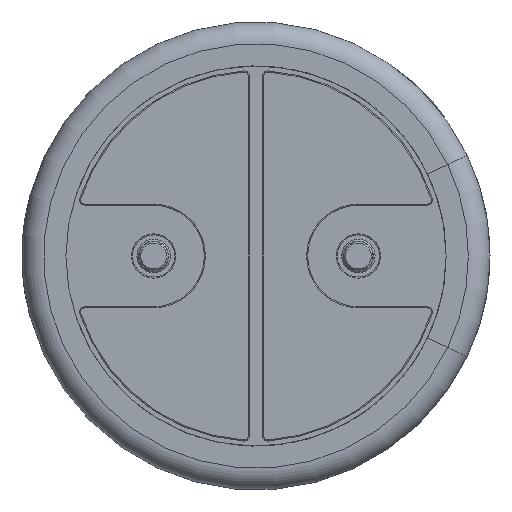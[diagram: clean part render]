
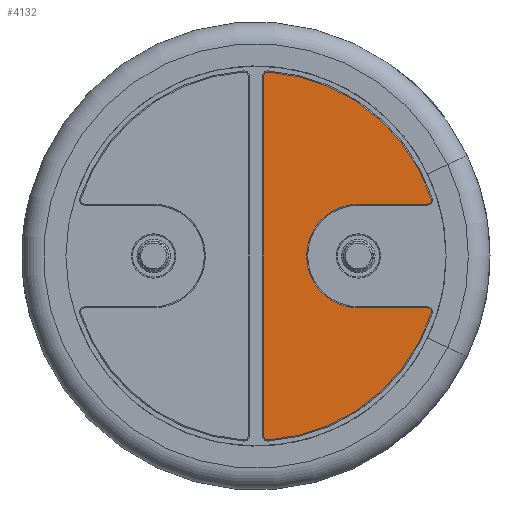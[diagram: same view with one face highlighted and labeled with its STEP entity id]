
A CAD part, front view. The second image highlights one B-rep face of the part: STEP entity #4132.
In plain terms, the highlighted planar face has unit normal (0, -1, 0).
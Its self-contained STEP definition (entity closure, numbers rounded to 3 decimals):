
#20=PLANE('',#4465);
#208=LINE('',#7753,#400);
#210=LINE('',#7777,#402);
#212=LINE('',#7789,#404);
#400=VECTOR('',#5140,10.);
#402=VECTOR('',#5170,10.);
#404=VECTOR('',#5184,10.);
#629=FACE_OUTER_BOUND('',#819,.T.);
#819=EDGE_LOOP('',(#3439,#3440,#3441,#3442,#3443,#3444,#3445,#3446,#3447,
#3448));
#1041=CIRCLE('',#4430,0.077);
#1044=CIRCLE('',#4435,0.077);
#1047=CIRCLE('',#4439,3.152);
#1050=CIRCLE('',#4443,0.077);
#1054=CIRCLE('',#4449,0.885);
#1058=CIRCLE('',#4455,0.077);
#1060=CIRCLE('',#4458,3.152);
#1785=VERTEX_POINT('',#7741);
#1788=VERTEX_POINT('',#7746);
#1790=VERTEX_POINT('',#7751);
#1792=VERTEX_POINT('',#7757);
#1794=VERTEX_POINT('',#7763);
#1796=VERTEX_POINT('',#7769);
#1798=VERTEX_POINT('',#7775);
#1800=VERTEX_POINT('',#7781);
#1802=VERTEX_POINT('',#7787);
#1804=VERTEX_POINT('',#7793);
#2348=EDGE_CURVE('',#1788,#1785,#1041,.T.);
#2350=EDGE_CURVE('',#1790,#1788,#208,.T.);
#2353=EDGE_CURVE('',#1792,#1790,#1044,.T.);
#2356=EDGE_CURVE('',#1794,#1792,#1047,.T.);
#2359=EDGE_CURVE('',#1796,#1794,#1050,.T.);
#2362=EDGE_CURVE('',#1798,#1796,#210,.T.);
#2365=EDGE_CURVE('',#1800,#1798,#1054,.T.);
#2368=EDGE_CURVE('',#1802,#1800,#212,.T.);
#2371=EDGE_CURVE('',#1804,#1802,#1058,.T.);
#2373=EDGE_CURVE('',#1785,#1804,#1060,.T.);
#3439=ORIENTED_EDGE('',*,*,#2348,.F.);
#3440=ORIENTED_EDGE('',*,*,#2350,.F.);
#3441=ORIENTED_EDGE('',*,*,#2353,.F.);
#3442=ORIENTED_EDGE('',*,*,#2356,.F.);
#3443=ORIENTED_EDGE('',*,*,#2359,.F.);
#3444=ORIENTED_EDGE('',*,*,#2362,.F.);
#3445=ORIENTED_EDGE('',*,*,#2365,.F.);
#3446=ORIENTED_EDGE('',*,*,#2368,.F.);
#3447=ORIENTED_EDGE('',*,*,#2371,.F.);
#3448=ORIENTED_EDGE('',*,*,#2373,.F.);
#4132=ADVANCED_FACE('',(#629),#20,.F.);
#4430=AXIS2_PLACEMENT_3D('',#7748,#5134,#5135);
#4435=AXIS2_PLACEMENT_3D('',#7759,#5146,#5147);
#4439=AXIS2_PLACEMENT_3D('',#7765,#5154,#5155);
#4443=AXIS2_PLACEMENT_3D('',#7771,#5162,#5163);
#4449=AXIS2_PLACEMENT_3D('',#7783,#5176,#5177);
#4455=AXIS2_PLACEMENT_3D('',#7795,#5190,#5191);
#4458=AXIS2_PLACEMENT_3D('',#7798,#5196,#5197);
#4465=AXIS2_PLACEMENT_3D('',#7811,#5216,#5217);
#5134=DIRECTION('center_axis',(0.,1.,0.));
#5135=DIRECTION('ref_axis',(-0.683,0.,0.73));
#5140=DIRECTION('',(0.,0.,1.));
#5146=DIRECTION('center_axis',(0.,1.,0.));
#5147=DIRECTION('ref_axis',(-0.683,0.,-0.73));
#5154=DIRECTION('center_axis',(0.,1.,0.));
#5155=DIRECTION('ref_axis',(0.613,0.,-0.79));
#5162=DIRECTION('center_axis',(0.,1.,0.));
#5163=DIRECTION('ref_axis',(0.81,0.,0.586));
#5170=DIRECTION('',(1.,0.,0.));
#5176=DIRECTION('center_axis',(0.,-1.,0.));
#5177=DIRECTION('ref_axis',(-1.,0.,0.));
#5184=DIRECTION('',(-1.,0.,0.));
#5190=DIRECTION('center_axis',(0.,1.,0.));
#5191=DIRECTION('ref_axis',(0.81,0.,-0.586));
#5196=DIRECTION('center_axis',(0.,1.,0.));
#5197=DIRECTION('ref_axis',(0.613,0.,0.79));
#5216=DIRECTION('center_axis',(0.,1.,0.));
#5217=DIRECTION('ref_axis',(0.,0.,1.));
#7741=CARTESIAN_POINT('',(0.21,-0.05,3.145));
#7746=CARTESIAN_POINT('',(0.128,-0.05,3.068));
#7748=CARTESIAN_POINT('Origin',(0.205,-0.05,3.068));
#7751=CARTESIAN_POINT('',(0.128,-0.05,-3.068));
#7753=CARTESIAN_POINT('',(0.128,-0.05,1.534));
#7757=CARTESIAN_POINT('',(0.21,-0.05,-3.145));
#7759=CARTESIAN_POINT('Origin',(0.205,-0.05,-3.068));
#7763=CARTESIAN_POINT('',(2.994,-0.05,-0.986));
#7765=CARTESIAN_POINT('Origin',(0.,-0.05,0.));
#7769=CARTESIAN_POINT('',(2.921,-0.05,-0.885));
#7771=CARTESIAN_POINT('Origin',(2.921,-0.05,-0.962));
#7775=CARTESIAN_POINT('',(1.75,-0.05,-0.885));
#7777=CARTESIAN_POINT('',(2.242,-0.05,-0.885));
#7781=CARTESIAN_POINT('',(1.75,-0.05,0.885));
#7783=CARTESIAN_POINT('Origin',(1.75,-0.05,0.));
#7787=CARTESIAN_POINT('',(2.921,-0.05,0.885));
#7789=CARTESIAN_POINT('',(1.656,-0.05,0.885));
#7793=CARTESIAN_POINT('',(2.994,-0.05,0.986));
#7795=CARTESIAN_POINT('Origin',(2.921,-0.05,0.962));
#7798=CARTESIAN_POINT('Origin',(0.,-0.05,0.));
#7811=CARTESIAN_POINT('Origin',(1.563,-0.05,0.));
